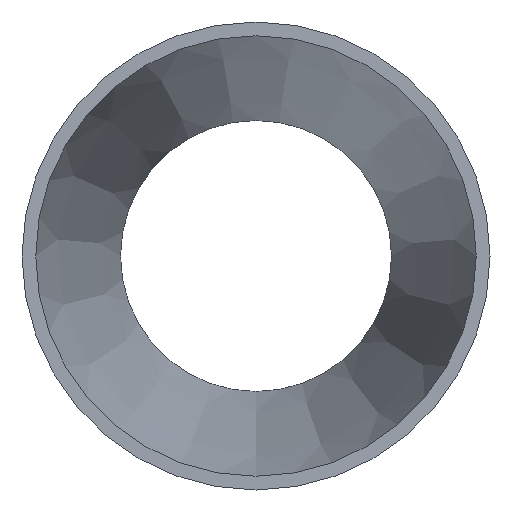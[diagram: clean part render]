
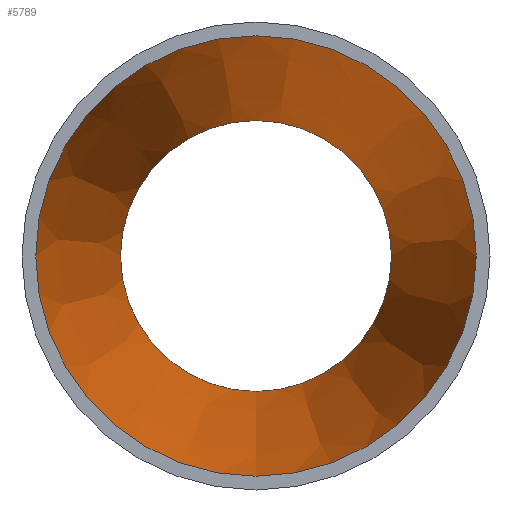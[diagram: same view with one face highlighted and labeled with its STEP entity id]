
A CAD part, front view. The second image highlights one B-rep face of the part: STEP entity #5789.
In plain terms, the highlighted conical face has half-angle 9.462 degrees and reference radius 32.472 mm.
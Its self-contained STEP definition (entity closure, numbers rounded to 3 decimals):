
#18 = CARTESIAN_POINT ( 'NONE',  ( 0., 0., 0. ) ) ;
#108 = CARTESIAN_POINT ( 'NONE',  ( 0., 0., -32.472 ) ) ;
#375 = EDGE_CURVE ( 'NONE', #3735, #3735, #1164, .T. ) ;
#1164 = CIRCLE ( 'NONE', #12432, 19.972 ) ;
#1197 = DIRECTION ( 'NONE',  ( 0., 0., -1. ) ) ;
#3221 = DIRECTION ( 'NONE',  ( 0., 0., -1. ) ) ;
#3500 = CARTESIAN_POINT ( 'NONE',  ( 0., 75., 0. ) ) ;
#3697 = AXIS2_PLACEMENT_3D ( 'NONE', #15621, #10763, #3221 ) ;
#3735 = VERTEX_POINT ( 'NONE', #6328 ) ;
#3821 = DIRECTION ( 'NONE',  ( 0., 0., -1. ) ) ;
#5743 = EDGE_LOOP ( 'NONE', ( #9240 ) ) ;
#5789 = ADVANCED_FACE ( 'NONE', ( #8760, #7582 ), #16248, .F. ) ;
#6328 = CARTESIAN_POINT ( 'NONE',  ( 0., 75., -19.972 ) ) ;
#6664 = EDGE_LOOP ( 'NONE', ( #15052 ) ) ;
#7582 = FACE_OUTER_BOUND ( 'NONE', #6664, .T. ) ;
#8263 = CIRCLE ( 'NONE', #3697, 32.472 ) ;
#8760 = FACE_BOUND ( 'NONE', #5743, .T. ) ;
#8847 = DIRECTION ( 'NONE',  ( 0., -1., 0. ) ) ;
#9197 = EDGE_CURVE ( 'NONE', #10443, #10443, #8263, .T. ) ;
#9240 = ORIENTED_EDGE ( 'NONE', *, *, #375, .F. ) ;
#10443 = VERTEX_POINT ( 'NONE', #108 ) ;
#10763 = DIRECTION ( 'NONE',  ( 0., -1., 0. ) ) ;
#12432 = AXIS2_PLACEMENT_3D ( 'NONE', #3500, #8847, #3821 ) ;
#13881 = DIRECTION ( 'NONE',  ( 0., -1., 0. ) ) ;
#15052 = ORIENTED_EDGE ( 'NONE', *, *, #9197, .T. ) ;
#15621 = CARTESIAN_POINT ( 'NONE',  ( 0., 0., 0. ) ) ;
#15709 = AXIS2_PLACEMENT_3D ( 'NONE', #18, #13881, #1197 ) ;
#16248 = CONICAL_SURFACE ( 'NONE', #15709, 32.472, 0.165 ) ;
